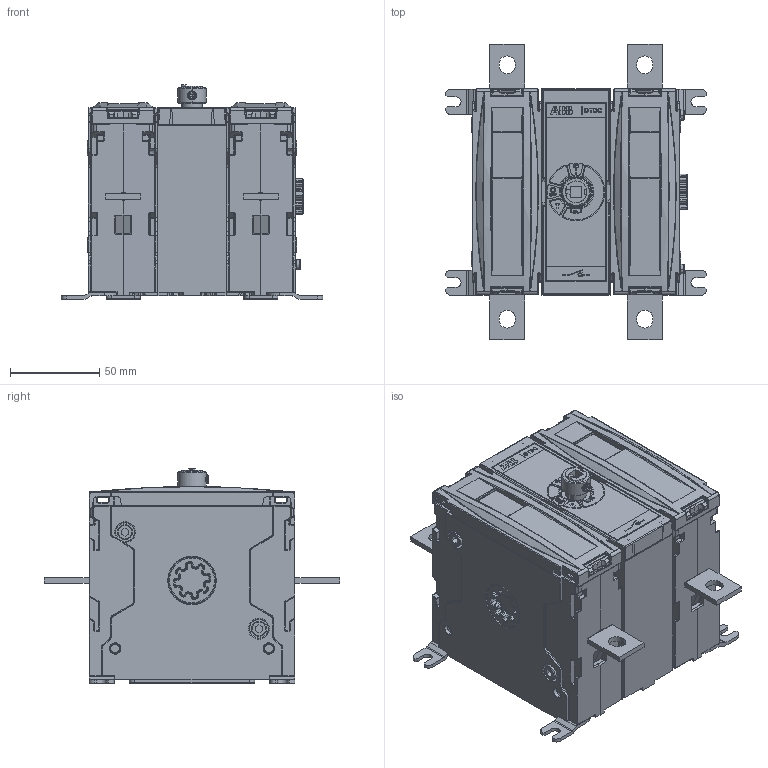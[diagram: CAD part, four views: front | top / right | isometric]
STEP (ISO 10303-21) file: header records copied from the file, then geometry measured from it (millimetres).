
FILE_DESCRIPTION((''),'2;1');
FILE_NAME('OTDC100-250_G_11_STP_ASM','2021-08-25T16:16:45',('FIJALEH7'),(''),'CREO PARAMETRIC BY PTC INC, 2020184','CREO PARAMETRIC BY PTC INC, 2020184','');
FILE_SCHEMA(('AUTOMOTIVE_DESIGN { 1 0 10303 214 1 1 1 1 }'));
Products named in the file (3): OTDC100-250_G_11_SIMPLIFIED; MOUNTING_FOOT_OTDC_F; OTDC100-250_G_11_STP_ASM
Assembly tree (5 placements, depth 2):
  OTDC100-250_G_11_STP_ASM
    OTDC100-250_G_11_SIMPLIFIED
    MOUNTING_FOOT_OTDC_F  x4
Bounding box: 146 x 165 x 120 mm (x, y, z)
Volume: 1246595.5 mm3; surface area: 154393.7 mm2
Topology: 5 solids, 5 shells, 6714 faces, 17954 edges, 11248 vertices
Faces by surface type: plane 3677, cylinder 1445, bspline 536, cone 366, torus 336, sphere 202, extrusion 152
Entity records: 304835 total; most frequent: CARTESIAN_POINT 97969, ORIENTED_EDGE 34716, DIRECTION 30138, EDGE_CURVE 17358, VECTOR 11679, LINE 11527, VERTEX_POINT 10948, AXIS2_PLACEMENT_3D 9225
